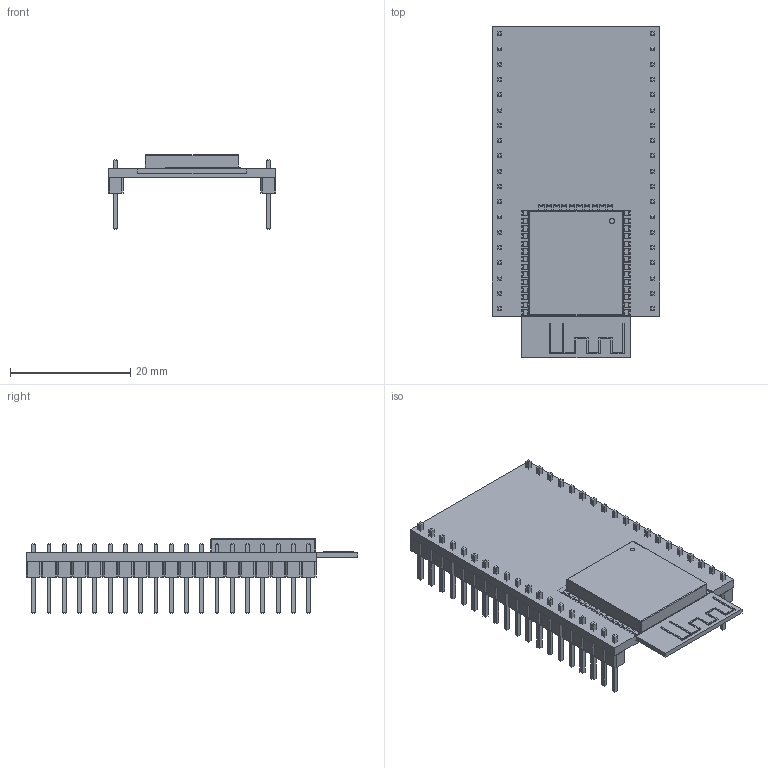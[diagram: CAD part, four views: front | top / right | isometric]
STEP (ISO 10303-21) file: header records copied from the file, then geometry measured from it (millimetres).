
FILE_DESCRIPTION(/* description */ (''),/* implementation_level */ '2;1');
FILE_NAME(/* name */ 'ESP32 v3.step',/* time_stamp */ '2021-04-30T21:42:49+09:00',/* author */ (''),/* organization */ (''),/* preprocessor_version */ 'ST-DEVELOPER v18.1',/* originating_system */ 'Autodesk Translation Framework v10.6.0.1341',/* authorisation */ '');
FILE_SCHEMA (('AUTOMOTIVE_DESIGN { 1 0 10303 214 3 1 1 }'));
Length unit declared in the file: millimetre
Products named in the file (3): ESP32; PinHeader_1x19_P2.54mm_Vertical; ESP32-WROOM-32
Assembly tree (3 placements, depth 2):
  ESP32
    PinHeader_1x19_P2.54mm_Vertical  x2
    ESP32-WROOM-32
Bounding box: 27.94 x 55.17 x 12.34 mm (x, y, z)
Volume: 3892.9 mm3; surface area: 5983.4 mm2
Topology: 4 solids, 5 shells, 1640 faces, 3965 edges, 2410 vertices
Faces by surface type: plane 1587, cylinder 49, sphere 4
Full cylindrical faces by diameter (mm): 0.8 x2
Entity records: 34477 total; most frequent: CARTESIAN_POINT 5761, ORIENTED_EDGE 5706, DIRECTION 5447, EDGE_CURVE 2853, LINE 2631, VECTOR 2631, VERTEX_POINT 1722, AXIS2_PLACEMENT_3D 1408
